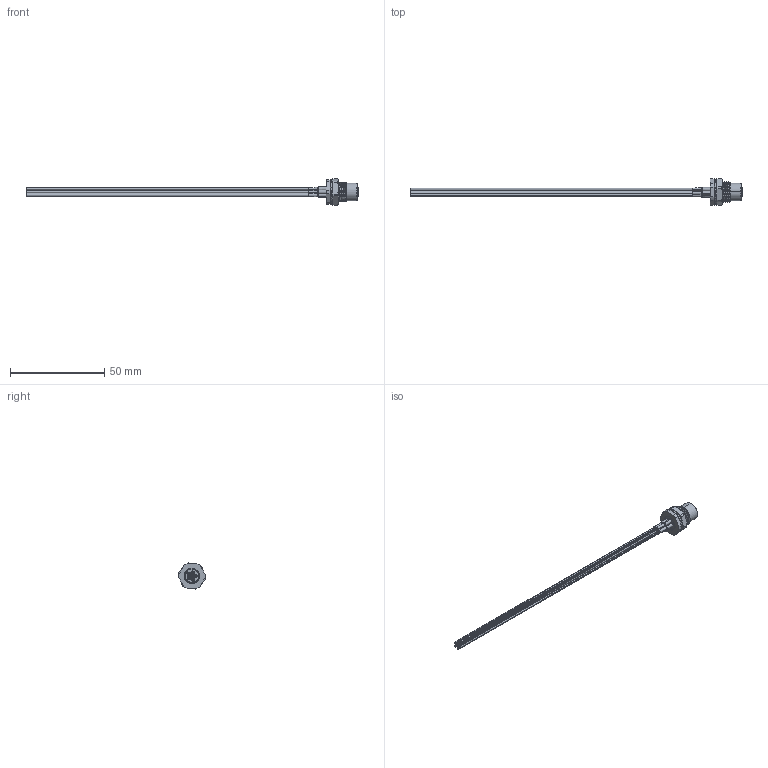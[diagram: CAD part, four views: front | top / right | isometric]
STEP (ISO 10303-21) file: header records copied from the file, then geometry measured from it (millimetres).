
FILE_DESCRIPTION (( 'STEP AP214' ), '1' );
FILE_NAME ('10-05449.STEP', '2023-09-28T19:15:16', ( '' ), ( '' ), 'SwSTEP 2.0', 'SolidWorks 2021', '' );
FILE_SCHEMA (( 'AUTOMOTIVE_DESIGN' ));
Length unit declared in the file: millimetre
Products named in the file (16): 30-01781_blunt cut; 10-05449; 54-00325-04___; 30-02983_blunt cut; 30-01780_blunt cut; 30-01773_blunt cut; 54-00325-02___; 54-00325-01___; 54-00325; 30-01774_blunt cut; 54-00325-03___; 54-00325-07___; Heat shrink; 54-00325-06___; 30-01776_blunt cut; 54-00325-05___
Assembly tree (24 placements, depth 3):
  10-05449
    54-00325
      54-00325-01___
      54-00325-02___
      54-00325-03___  x5
      54-00325-04___
      54-00325-05___
      54-00325-06___
      54-00325-07___
    Heat shrink  x6
    30-01781_blunt cut
    30-01774_blunt cut
    30-01776_blunt cut
    30-01773_blunt cut
    30-01780_blunt cut
    30-02983_blunt cut
Bounding box: 176.5 x 14.34 x 14.07 mm (x, y, z)
Volume: 2390.8 mm3; surface area: 17880.5 mm2
Topology: 173 solids, 173 shells, 1381 faces, 2980 edges, 1944 vertices
Faces by surface type: cylinder 809, plane 455, cone 48, torus 35, bspline 34
Entity records: 47017 total; most frequent: CARTESIAN_POINT 9904, DIRECTION 6276, ORIENTED_EDGE 5140, AXIS2_PLACEMENT_3D 2697, EDGE_CURVE 2570, VERTEX_POINT 1700, EDGE_LOOP 1548, CIRCLE 1470
